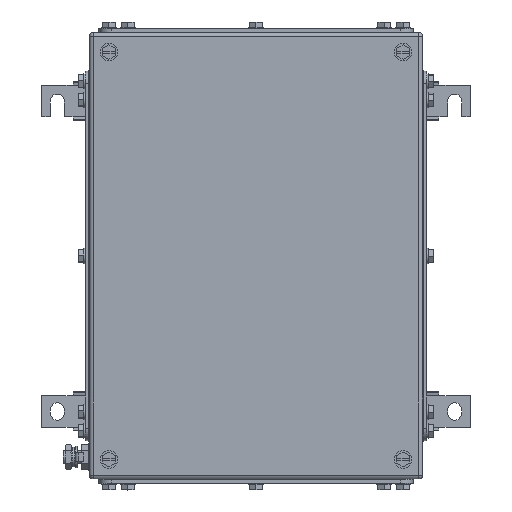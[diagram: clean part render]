
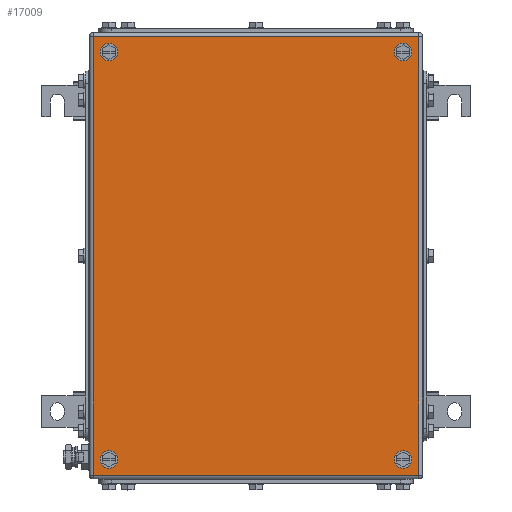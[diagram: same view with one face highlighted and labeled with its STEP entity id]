
A CAD part, top view. The second image highlights one B-rep face of the part: STEP entity #17009.
In plain terms, the highlighted planar face has unit normal (0, 0, 1).
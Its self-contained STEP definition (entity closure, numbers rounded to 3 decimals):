
#16883=AXIS2_PLACEMENT_3D('Circle Axis2P3D',#16881,#16882,$) ;
#16910=AXIS2_PLACEMENT_3D('Plane Axis2P3D',#16907,#16908,#16909) ;
#16948=AXIS2_PLACEMENT_3D('Circle Axis2P3D',#16946,#16947,$) ;
#16957=AXIS2_PLACEMENT_3D('Circle Axis2P3D',#16955,#16956,$) ;
#16966=AXIS2_PLACEMENT_3D('Circle Axis2P3D',#16964,#16965,$) ;
#16975=AXIS2_PLACEMENT_3D('Circle Axis2P3D',#16973,#16974,$) ;
#16984=AXIS2_PLACEMENT_3D('Circle Axis2P3D',#16982,#16983,$) ;
#16993=AXIS2_PLACEMENT_3D('Circle Axis2P3D',#16991,#16992,$) ;
#17002=AXIS2_PLACEMENT_3D('Circle Axis2P3D',#17000,#17001,$) ;
#16878=CARTESIAN_POINT('Vertex',(56.5,348.5,203.5)) ;
#16881=CARTESIAN_POINT('Axis2P3D Location',(53.,348.5,203.5)) ;
#16885=CARTESIAN_POINT('Vertex',(49.5,348.5,203.5)) ;
#16907=CARTESIAN_POINT('Axis2P3D Location',(170.5,186.,203.5)) ;
#16912=CARTESIAN_POINT('Line Origine',(170.5,360.5,203.5)) ;
#16916=CARTESIAN_POINT('Vertex',(300.,360.5,203.5)) ;
#16918=CARTESIAN_POINT('Vertex',(41.,360.5,203.5)) ;
#16921=CARTESIAN_POINT('Line Origine',(41.,186.,203.5)) ;
#16925=CARTESIAN_POINT('Vertex',(41.,11.5,203.5)) ;
#16928=CARTESIAN_POINT('Line Origine',(170.5,11.5,203.5)) ;
#16932=CARTESIAN_POINT('Vertex',(300.,11.5,203.5)) ;
#16935=CARTESIAN_POINT('Line Origine',(300.,186.,203.5)) ;
#16946=CARTESIAN_POINT('Axis2P3D Location',(53.,348.5,203.5)) ;
#16955=CARTESIAN_POINT('Axis2P3D Location',(53.,23.5,203.5)) ;
#16959=CARTESIAN_POINT('Vertex',(49.5,23.5,203.5)) ;
#16961=CARTESIAN_POINT('Vertex',(56.5,23.5,203.5)) ;
#16964=CARTESIAN_POINT('Axis2P3D Location',(53.,23.5,203.5)) ;
#16973=CARTESIAN_POINT('Axis2P3D Location',(288.,23.5,203.5)) ;
#16977=CARTESIAN_POINT('Vertex',(291.5,23.5,203.5)) ;
#16979=CARTESIAN_POINT('Vertex',(284.5,23.5,203.5)) ;
#16982=CARTESIAN_POINT('Axis2P3D Location',(288.,23.5,203.5)) ;
#16991=CARTESIAN_POINT('Axis2P3D Location',(288.,348.5,203.5)) ;
#16995=CARTESIAN_POINT('Vertex',(291.5,348.5,203.5)) ;
#16997=CARTESIAN_POINT('Vertex',(284.5,348.5,203.5)) ;
#17000=CARTESIAN_POINT('Axis2P3D Location',(288.,348.5,203.5)) ;
#16882=DIRECTION('Axis2P3D Direction',(0.,0.,1.)) ;
#16908=DIRECTION('Axis2P3D Direction',(0.,0.,1.)) ;
#16909=DIRECTION('Axis2P3D XDirection',(1.,0.,0.)) ;
#16913=DIRECTION('Vector Direction',(1.,0.,0.)) ;
#16922=DIRECTION('Vector Direction',(0.,-1.,0.)) ;
#16929=DIRECTION('Vector Direction',(1.,0.,0.)) ;
#16936=DIRECTION('Vector Direction',(0.,1.,0.)) ;
#16947=DIRECTION('Axis2P3D Direction',(0.,0.,1.)) ;
#16956=DIRECTION('Axis2P3D Direction',(0.,0.,1.)) ;
#16965=DIRECTION('Axis2P3D Direction',(0.,0.,1.)) ;
#16974=DIRECTION('Axis2P3D Direction',(0.,0.,1.)) ;
#16983=DIRECTION('Axis2P3D Direction',(0.,0.,1.)) ;
#16992=DIRECTION('Axis2P3D Direction',(0.,0.,1.)) ;
#17001=DIRECTION('Axis2P3D Direction',(0.,0.,1.)) ;
#16914=VECTOR('Line Direction',#16913,1.) ;
#16923=VECTOR('Line Direction',#16922,1.) ;
#16930=VECTOR('Line Direction',#16929,1.) ;
#16937=VECTOR('Line Direction',#16936,1.) ;
#16941=ORIENTED_EDGE('',*,*,#16920,.T.) ;
#16942=ORIENTED_EDGE('',*,*,#16927,.T.) ;
#16943=ORIENTED_EDGE('',*,*,#16934,.T.) ;
#16944=ORIENTED_EDGE('',*,*,#16939,.T.) ;
#16952=ORIENTED_EDGE('',*,*,#16950,.F.) ;
#16953=ORIENTED_EDGE('',*,*,#16887,.F.) ;
#16970=ORIENTED_EDGE('',*,*,#16963,.F.) ;
#16971=ORIENTED_EDGE('',*,*,#16968,.F.) ;
#16988=ORIENTED_EDGE('',*,*,#16981,.F.) ;
#16989=ORIENTED_EDGE('',*,*,#16986,.F.) ;
#17006=ORIENTED_EDGE('',*,*,#16999,.F.) ;
#17007=ORIENTED_EDGE('',*,*,#17004,.F.) ;
#16954=FACE_BOUND('',#16951,.T.) ;
#16972=FACE_BOUND('',#16969,.T.) ;
#16990=FACE_BOUND('',#16987,.T.) ;
#17008=FACE_BOUND('',#17005,.T.) ;
#17009=ADVANCED_FACE('ZUB_KTB_FS_352620_4GP_AllCATPart.1\\ZUB_DE_KTB_FS_260x260.1\\DE_KTB_MH_PART_MASTER.1\\Koerper.2',(#16945,#16954,#16972,#16990,#17008),#16911,.T.) ;
#16884=CIRCLE('generated circle',#16883,3.5) ;
#16949=CIRCLE('generated circle',#16948,3.5) ;
#16958=CIRCLE('generated circle',#16957,3.5) ;
#16967=CIRCLE('generated circle',#16966,3.5) ;
#16976=CIRCLE('generated circle',#16975,3.5) ;
#16985=CIRCLE('generated circle',#16984,3.5) ;
#16994=CIRCLE('generated circle',#16993,3.5) ;
#17003=CIRCLE('generated circle',#17002,3.5) ;
#16887=EDGE_CURVE('',#16879,#16886,#16884,.T.) ;
#16920=EDGE_CURVE('',#16917,#16919,#16915,.F.) ;
#16927=EDGE_CURVE('',#16919,#16926,#16924,.T.) ;
#16934=EDGE_CURVE('',#16926,#16933,#16931,.T.) ;
#16939=EDGE_CURVE('',#16933,#16917,#16938,.T.) ;
#16950=EDGE_CURVE('',#16886,#16879,#16949,.T.) ;
#16963=EDGE_CURVE('',#16960,#16962,#16958,.T.) ;
#16968=EDGE_CURVE('',#16962,#16960,#16967,.T.) ;
#16981=EDGE_CURVE('',#16978,#16980,#16976,.T.) ;
#16986=EDGE_CURVE('',#16980,#16978,#16985,.T.) ;
#16999=EDGE_CURVE('',#16996,#16998,#16994,.T.) ;
#17004=EDGE_CURVE('',#16998,#16996,#17003,.T.) ;
#16940=EDGE_LOOP('',(#16941,#16942,#16943,#16944)) ;
#16951=EDGE_LOOP('',(#16952,#16953)) ;
#16969=EDGE_LOOP('',(#16970,#16971)) ;
#16987=EDGE_LOOP('',(#16988,#16989)) ;
#17005=EDGE_LOOP('',(#17006,#17007)) ;
#16945=FACE_OUTER_BOUND('',#16940,.T.) ;
#16915=LINE('Line',#16912,#16914) ;
#16924=LINE('Line',#16921,#16923) ;
#16931=LINE('Line',#16928,#16930) ;
#16938=LINE('Line',#16935,#16937) ;
#16911=PLANE('',#16910) ;
#16879=VERTEX_POINT('',#16878) ;
#16886=VERTEX_POINT('',#16885) ;
#16917=VERTEX_POINT('',#16916) ;
#16919=VERTEX_POINT('',#16918) ;
#16926=VERTEX_POINT('',#16925) ;
#16933=VERTEX_POINT('',#16932) ;
#16960=VERTEX_POINT('',#16959) ;
#16962=VERTEX_POINT('',#16961) ;
#16978=VERTEX_POINT('',#16977) ;
#16980=VERTEX_POINT('',#16979) ;
#16996=VERTEX_POINT('',#16995) ;
#16998=VERTEX_POINT('',#16997) ;
